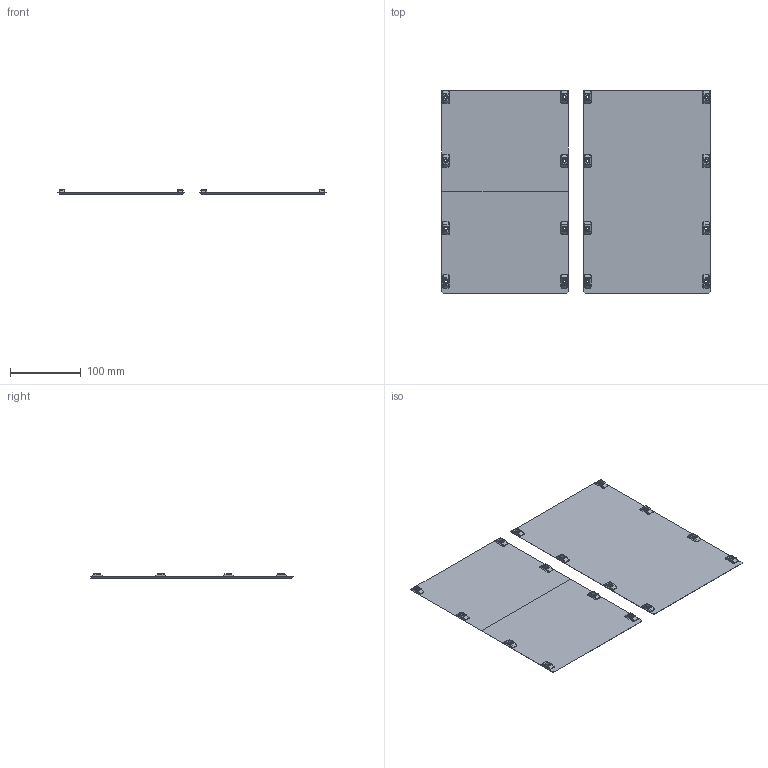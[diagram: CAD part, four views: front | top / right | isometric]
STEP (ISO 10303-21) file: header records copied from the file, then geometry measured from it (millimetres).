
FILE_DESCRIPTION(/* description */ (''),/* implementation_level */ '2;1');
FILE_NAME(/* name */ 'Bottom Panel Template V3.step',/* time_stamp */ '2023-10-07T08:02:45-05:00',/* author */ (''),/* organization */ (''),/* preprocessor_version */ 'ST-DEVELOPER v20',/* originating_system */ 'Autodesk Translation Framework v12.14.0.127',/* authorisation */ '');
FILE_SCHEMA (('AUTOMOTIVE_DESIGN { 1 0 10303 214 3 1 1 }'));
Length unit declared in the file: millimetre
Products named in the file (4): Bottom Panel Template V3; Bottom Panel - Unified; Bottom Panel - Front; Bottom Panel - Rear
Assembly tree (3 placements, depth 2):
  Bottom Panel Template V3
    Bottom Panel - Unified
    Bottom Panel - Front
    Bottom Panel - Rear
Bounding box: 378.6 x 285.85 x 6 mm (x, y, z)
Volume: 206500.3 mm3; surface area: 209660.8 mm2
Topology: 3 solids, 3 shells, 494 faces, 1052 edges, 576 vertices
Faces by surface type: cylinder 224, plane 134, bspline 72, sphere 64
Full cylindrical faces by diameter (mm): 3.6 x16, 6 x16
Entity records: 14853 total; most frequent: CARTESIAN_POINT 3981, DIRECTION 2446, ORIENTED_EDGE 2104, EDGE_CURVE 1052, AXIS2_PLACEMENT_3D 973, VERTEX_POINT 576, EDGE_LOOP 538, LINE 500
